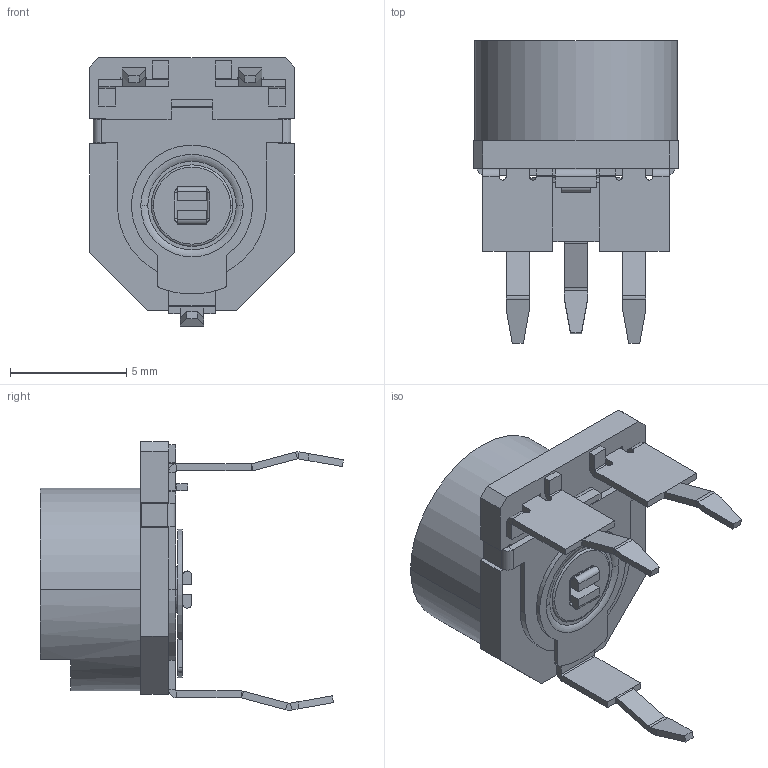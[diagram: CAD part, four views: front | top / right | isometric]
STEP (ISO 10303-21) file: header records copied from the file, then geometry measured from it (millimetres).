
FILE_DESCRIPTION((''),'2;1');
FILE_NAME('37P_SW0001','2013-05-17T',('bmozley'),(''),'PRO/ENGINEER BY PARAMETRIC TECHNOLOGY CORPORATION, 2013050','PRO/ENGINEER BY PARAMETRIC TECHNOLOGY CORPORATION, 2013050','');
FILE_SCHEMA(('CONFIG_CONTROL_DESIGN'));
Length unit declared in the file: millimetre
Products named in the file (1): 37P_SW0001
Bounding box: 8.8 x 13.02 x 11.53 mm (x, y, z)
Volume: 377.2 mm3; surface area: 567.7 mm2
Topology: 1 solids, 1 shells, 291 faces, 708 edges, 430 vertices
Faces by surface type: plane 213, cylinder 68, torus 8, sphere 2
Entity records: 8400 total; most frequent: DIRECTION 1462, CARTESIAN_POINT 1429, ORIENTED_EDGE 1416, EDGE_CURVE 708, VECTOR 536, LINE 536, AXIS2_PLACEMENT_3D 463, VERTEX_POINT 430
